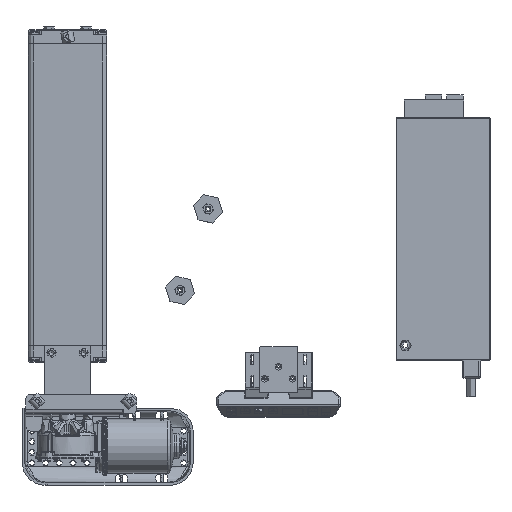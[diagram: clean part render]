
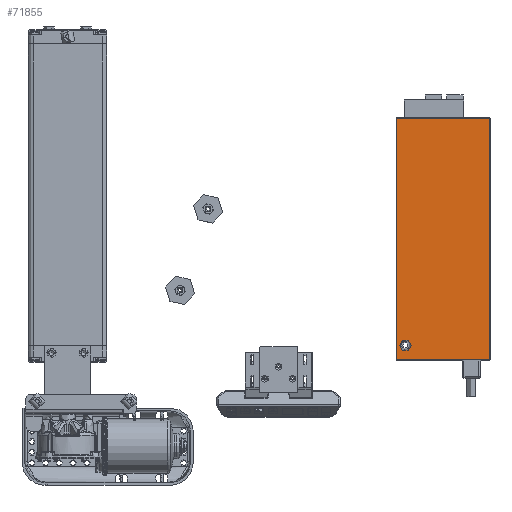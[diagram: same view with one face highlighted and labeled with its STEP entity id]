
A CAD part, top view. The second image highlights one B-rep face of the part: STEP entity #71855.
In plain terms, the highlighted planar face has unit normal (0, 0, 1).
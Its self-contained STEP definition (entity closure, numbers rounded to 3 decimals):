
#4648=FACE_BOUND('',#18177,.T.);
#8577=CIRCLE('',#79742,6.35);
#8578=CIRCLE('',#79743,6.35);
#13862=FACE_OUTER_BOUND('',#18176,.T.);
#18176=EDGE_LOOP('',(#63235,#63236,#63237,#63238));
#18177=EDGE_LOOP('',(#63239,#63240));
#22158=LINE('',#240949,#26166);
#22173=LINE('',#240978,#26181);
#22175=LINE('',#240981,#26183);
#22177=LINE('',#240984,#26185);
#26166=VECTOR('',#98134,10.);
#26181=VECTOR('',#98161,10.);
#26183=VECTOR('',#98165,10.);
#26185=VECTOR('',#98169,10.);
#32602=VERTEX_POINT('',#240653);
#32603=VERTEX_POINT('',#240655);
#32686=VERTEX_POINT('',#240923);
#32691=VERTEX_POINT('',#240939);
#32696=VERTEX_POINT('',#240958);
#32699=VERTEX_POINT('',#240968);
#42769=EDGE_CURVE('',#32603,#32602,#8577,.T.);
#42770=EDGE_CURVE('',#32602,#32603,#8578,.T.);
#42914=EDGE_CURVE('',#32686,#32691,#22158,.T.);
#42929=EDGE_CURVE('',#32691,#32699,#22173,.T.);
#42931=EDGE_CURVE('',#32699,#32696,#22175,.T.);
#42933=EDGE_CURVE('',#32696,#32686,#22177,.T.);
#63235=ORIENTED_EDGE('',*,*,#42914,.F.);
#63236=ORIENTED_EDGE('',*,*,#42933,.F.);
#63237=ORIENTED_EDGE('',*,*,#42931,.F.);
#63238=ORIENTED_EDGE('',*,*,#42929,.F.);
#63239=ORIENTED_EDGE('',*,*,#42769,.T.);
#63240=ORIENTED_EDGE('',*,*,#42770,.T.);
#65043=PLANE('',#79866);
#71855=ADVANCED_FACE('',(#13862,#4648),#65043,.T.);
#79742=AXIS2_PLACEMENT_3D('',#240656,#97823,#97824);
#79743=AXIS2_PLACEMENT_3D('',#240657,#97825,#97826);
#79866=AXIS2_PLACEMENT_3D('',#241011,#98195,#98196);
#97823=DIRECTION('center_axis',(0.,0.,-1.));
#97824=DIRECTION('ref_axis',(0.,1.,0.));
#97825=DIRECTION('center_axis',(0.,0.,-1.));
#97826=DIRECTION('ref_axis',(0.,1.,0.));
#98134=DIRECTION('',(0.,-1.,0.));
#98161=DIRECTION('',(-1.,0.,0.));
#98165=DIRECTION('',(0.,1.,0.));
#98169=DIRECTION('',(1.,0.,0.));
#98195=DIRECTION('center_axis',(0.,0.,1.));
#98196=DIRECTION('ref_axis',(1.,0.,0.));
#240653=CARTESIAN_POINT('',(115.5,-47.35,18.5));
#240655=CARTESIAN_POINT('',(115.5,-34.65,18.5));
#240656=CARTESIAN_POINT('Origin',(115.5,-41.,18.5));
#240657=CARTESIAN_POINT('Origin',(115.5,-41.,18.5));
#240923=CARTESIAN_POINT('',(131.25,50.75,18.5));
#240939=CARTESIAN_POINT('',(131.25,-50.75,18.5));
#240949=CARTESIAN_POINT('',(131.25,25.5,18.5));
#240958=CARTESIAN_POINT('',(-131.25,50.75,18.5));
#240968=CARTESIAN_POINT('',(-131.25,-50.75,18.5));
#240978=CARTESIAN_POINT('',(65.75,-50.75,18.5));
#240981=CARTESIAN_POINT('',(-131.25,-25.5,18.5));
#240984=CARTESIAN_POINT('',(-65.75,50.75,18.5));
#241011=CARTESIAN_POINT('Origin',(0.,0.,
18.5));
